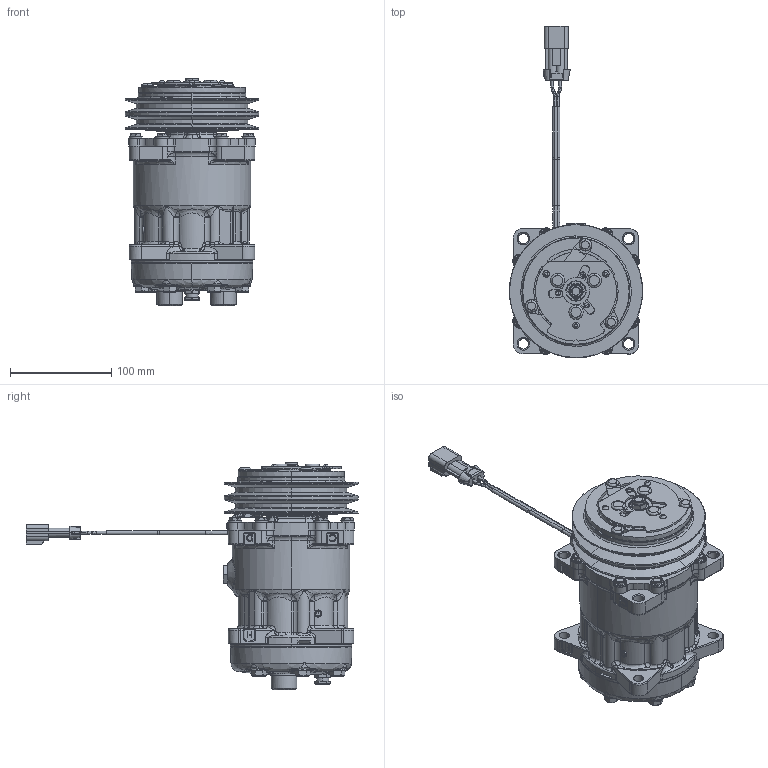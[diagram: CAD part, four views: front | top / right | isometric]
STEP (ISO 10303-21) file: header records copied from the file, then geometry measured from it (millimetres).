
FILE_DESCRIPTION (( 'STEP AP203' ), '1' );
FILE_NAME ('SANDEN_4471_REV_C_COMPR_AC1.STEP', '2010-07-22T16:53:38', ( '' ), ( '' ), 'SwSTEP 2.0', 'SolidWorks 2007', '' );
FILE_SCHEMA (( 'CONFIG_CONTROL_DESIGN' ));
Length unit declared in the file: millimetre
Products named in the file (1): SANDEN_4471_REV_C_COMPR_AC1
Bounding box: 132 x 327.93 x 224.94 mm (x, y, z)
Volume: 2114538.7 mm3; surface area: 251562.7 mm2
Topology: 1 solids, 6 shells, 2556 faces, 6836 edges, 4294 vertices
Faces by surface type: cylinder 787, plane 746, bspline 707, cone 254, torus 62
Entity records: 189191 total; most frequent: CARTESIAN_POINT 134022, ORIENTED_EDGE 13562, DIRECTION 8410, EDGE_CURVE 6781, VERTEX_POINT 4293, B_SPLINE_CURVE_WITH_KNOTS 3146, AXIS2_PLACEMENT_3D 3095, EDGE_LOOP 2732
